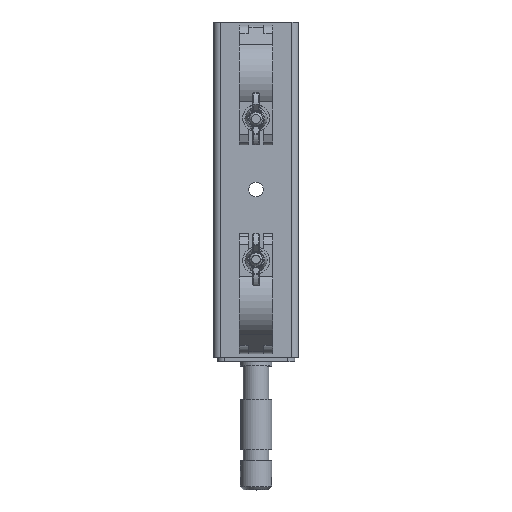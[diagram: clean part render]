
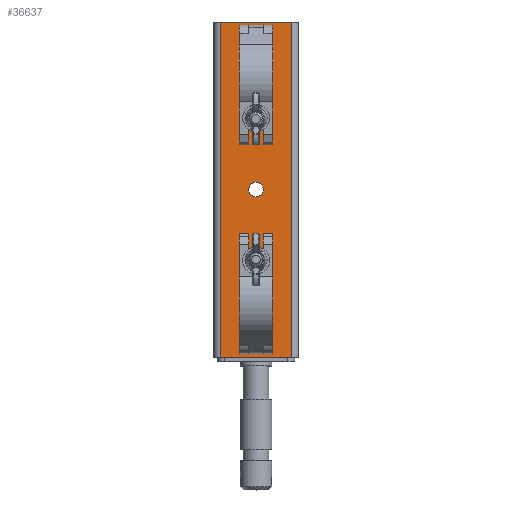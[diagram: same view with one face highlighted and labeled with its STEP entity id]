
A CAD part, top view. The second image highlights one B-rep face of the part: STEP entity #36637.
In plain terms, the highlighted face is planar.
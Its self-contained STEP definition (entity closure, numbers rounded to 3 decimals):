
#614 = VERTEX_POINT ( 'NONE', #22638 ) ;
#706 = VECTOR ( 'NONE', #27779, 1000. ) ;
#823 = CIRCLE ( 'NONE', #30385, 6.5 ) ;
#1010 = CARTESIAN_POINT ( 'NONE',  ( 0., 3., -6.5 ) ) ;
#1816 = CIRCLE ( 'NONE', #12301, 6.5 ) ;
#2090 = VECTOR ( 'NONE', #56319, 1000. ) ;
#2991 = DIRECTION ( 'NONE',  ( 0., 1., 0. ) ) ;
#3020 = DIRECTION ( 'NONE',  ( -1., 0., 0. ) ) ;
#4530 = CARTESIAN_POINT ( 'NONE',  ( 35., 3., 150. ) ) ;
#4620 = DIRECTION ( 'NONE',  ( 0., 0., -1. ) ) ;
#4702 = VECTOR ( 'NONE', #27903, 1000. ) ;
#4832 = CARTESIAN_POINT ( 'NONE',  ( -6.5, 3., -126. ) ) ;
#5225 = CIRCLE ( 'NONE', #48383, 6.5 ) ;
#5256 = AXIS2_PLACEMENT_3D ( 'NONE', #55461, #27998, #32605 ) ;
#5278 = CARTESIAN_POINT ( 'NONE',  ( 0., 3., -132.5 ) ) ;
#6021 = ORIENTED_EDGE ( 'NONE', *, *, #55860, .F. ) ;
#6152 = CARTESIAN_POINT ( 'NONE',  ( 32., 3., -150. ) ) ;
#6542 = CIRCLE ( 'NONE', #25380, 6.5 ) ;
#7488 = VECTOR ( 'NONE', #43775, 1000. ) ;
#8760 = ORIENTED_EDGE ( 'NONE', *, *, #35591, .F. ) ;
#8826 = CIRCLE ( 'NONE', #57245, 6.5 ) ;
#8950 = EDGE_LOOP ( 'NONE', ( #25504, #48404 ) ) ;
#9299 = VERTEX_POINT ( 'NONE', #5278 ) ;
#9313 = DIRECTION ( 'NONE',  ( 0., 0., -1. ) ) ;
#9453 = EDGE_LOOP ( 'NONE', ( #34111, #42297, #43207, #11622 ) ) ;
#9597 = DIRECTION ( 'NONE',  ( 0., 1., 0. ) ) ;
#9645 = LINE ( 'NONE', #11162, #7488 ) ;
#9792 = EDGE_LOOP ( 'NONE', ( #57428, #42008, #30885, #8760, #36586 ) ) ;
#10480 = CARTESIAN_POINT ( 'NONE',  ( -6.5, 3., 126. ) ) ;
#10546 = ORIENTED_EDGE ( 'NONE', *, *, #22664, .F. ) ;
#11162 = CARTESIAN_POINT ( 'NONE',  ( -6.5, 3., 74. ) ) ;
#11403 = CARTESIAN_POINT ( 'NONE',  ( 0., 3., 74. ) ) ;
#11437 = EDGE_CURVE ( 'NONE', #25035, #40241, #5225, .T. ) ;
#11516 = CARTESIAN_POINT ( 'NONE',  ( 0., 3., -126. ) ) ;
#11622 = ORIENTED_EDGE ( 'NONE', *, *, #33342, .T. ) ;
#12301 = AXIS2_PLACEMENT_3D ( 'NONE', #42251, #23217, #55667 ) ;
#12337 = PLANE ( 'NONE',  #41457 ) ;
#12584 = ORIENTED_EDGE ( 'NONE', *, *, #53208, .F. ) ;
#12634 = CARTESIAN_POINT ( 'NONE',  ( -32., 3., 150. ) ) ;
#13143 = DIRECTION ( 'NONE',  ( 0., -1., 0. ) ) ;
#13212 = VERTEX_POINT ( 'NONE', #55254 ) ;
#13415 = VECTOR ( 'NONE', #4620, 1000. ) ;
#14203 = DIRECTION ( 'NONE',  ( 0., 0., 1. ) ) ;
#15693 = VERTEX_POINT ( 'NONE', #6152 ) ;
#18139 = DIRECTION ( 'NONE',  ( 0., 1., 0. ) ) ;
#18477 = ORIENTED_EDGE ( 'NONE', *, *, #30017, .F. ) ;
#19470 = VERTEX_POINT ( 'NONE', #30602 ) ;
#19500 = EDGE_CURVE ( 'NONE', #26427, #23985, #49990, .T. ) ;
#20373 = AXIS2_PLACEMENT_3D ( 'NONE', #37721, #37310, #32689 ) ;
#21397 = DIRECTION ( 'NONE',  ( 0., 0., 1. ) ) ;
#21663 = EDGE_CURVE ( 'NONE', #51266, #24015, #1816, .T. ) ;
#21781 = FACE_BOUND ( 'NONE', #9792, .T. ) ;
#21989 = EDGE_CURVE ( 'NONE', #40241, #25035, #39696, .T. ) ;
#22638 = CARTESIAN_POINT ( 'NONE',  ( 6.5, 3., -126. ) ) ;
#22664 = EDGE_CURVE ( 'NONE', #48788, #50394, #56876, .T. ) ;
#22706 = DIRECTION ( 'NONE',  ( 0., 0., 1. ) ) ;
#23165 = CARTESIAN_POINT ( 'NONE',  ( 32., 3., 150. ) ) ;
#23217 = DIRECTION ( 'NONE',  ( 0., 1., 0. ) ) ;
#23985 = VERTEX_POINT ( 'NONE', #56305 ) ;
#24015 = VERTEX_POINT ( 'NONE', #48839 ) ;
#24830 = CARTESIAN_POINT ( 'NONE',  ( 6.5, 3., 74. ) ) ;
#24921 = ORIENTED_EDGE ( 'NONE', *, *, #37569, .F. ) ;
#25035 = VERTEX_POINT ( 'NONE', #1010 ) ;
#25380 = AXIS2_PLACEMENT_3D ( 'NONE', #11403, #43615, #47786 ) ;
#25504 = ORIENTED_EDGE ( 'NONE', *, *, #11437, .F. ) ;
#26029 = FACE_OUTER_BOUND ( 'NONE', #9453, .T. ) ;
#26169 = EDGE_LOOP ( 'NONE', ( #24921, #6021, #10546, #18477, #12584 ) ) ;
#26427 = VERTEX_POINT ( 'NONE', #58185 ) ;
#27665 = CARTESIAN_POINT ( 'NONE',  ( 32., 3., 150. ) ) ;
#27779 = DIRECTION ( 'NONE',  ( 0., 0., 1. ) ) ;
#27903 = DIRECTION ( 'NONE',  ( 0., 0., -1. ) ) ;
#27998 = DIRECTION ( 'NONE',  ( 0., 1., 0. ) ) ;
#29842 = EDGE_CURVE ( 'NONE', #15693, #23985, #52267, .T. ) ;
#30017 = EDGE_CURVE ( 'NONE', #34919, #48788, #42207, .T. ) ;
#30385 = AXIS2_PLACEMENT_3D ( 'NONE', #50246, #9597, #14203 ) ;
#30602 = CARTESIAN_POINT ( 'NONE',  ( -6.5, 3., 74. ) ) ;
#30885 = ORIENTED_EDGE ( 'NONE', *, *, #21663, .F. ) ;
#32605 = DIRECTION ( 'NONE',  ( 0., 0., 1. ) ) ;
#32689 = DIRECTION ( 'NONE',  ( 0., 0., 1. ) ) ;
#33342 = EDGE_CURVE ( 'NONE', #52137, #15693, #46342, .T. ) ;
#33913 = FACE_BOUND ( 'NONE', #26169, .T. ) ;
#34111 = ORIENTED_EDGE ( 'NONE', *, *, #29842, .T. ) ;
#34232 = CARTESIAN_POINT ( 'NONE',  ( 35., 3., -150. ) ) ;
#34919 = VERTEX_POINT ( 'NONE', #58150 ) ;
#35168 = CARTESIAN_POINT ( 'NONE',  ( 6.5, 3., -74. ) ) ;
#35591 = EDGE_CURVE ( 'NONE', #19470, #51266, #9645, .T. ) ;
#36514 = CARTESIAN_POINT ( 'NONE',  ( 0., 3., -126. ) ) ;
#36586 = ORIENTED_EDGE ( 'NONE', *, *, #38684, .F. ) ;
#36637 = ADVANCED_FACE ( 'NONE', ( #33913, #26029, #58317, #21781 ), #12337, .F. ) ;
#37310 = DIRECTION ( 'NONE',  ( 0., 1., 0. ) ) ;
#37569 = EDGE_CURVE ( 'NONE', #614, #9299, #8826, .T. ) ;
#37721 = CARTESIAN_POINT ( 'NONE',  ( 0., 3., 0. ) ) ;
#38304 = EDGE_CURVE ( 'NONE', #49283, #13212, #6542, .T. ) ;
#38684 = EDGE_CURVE ( 'NONE', #13212, #19470, #823, .T. ) ;
#39696 = CIRCLE ( 'NONE', #20373, 6.5 ) ;
#39925 = VECTOR ( 'NONE', #44637, 1000. ) ;
#40241 = VERTEX_POINT ( 'NONE', #44418 ) ;
#40388 = CARTESIAN_POINT ( 'NONE',  ( 0., 3., 0. ) ) ;
#40794 = VECTOR ( 'NONE', #57089, 1000. ) ;
#40919 = CARTESIAN_POINT ( 'NONE',  ( -6.5, 3., -74. ) ) ;
#41457 = AXIS2_PLACEMENT_3D ( 'NONE', #4530, #13143, #9313 ) ;
#42008 = ORIENTED_EDGE ( 'NONE', *, *, #51185, .F. ) ;
#42207 = LINE ( 'NONE', #4832, #706 ) ;
#42251 = CARTESIAN_POINT ( 'NONE',  ( 0., 3., 126. ) ) ;
#42297 = ORIENTED_EDGE ( 'NONE', *, *, #19500, .F. ) ;
#43127 = LINE ( 'NONE', #48612, #45311 ) ;
#43207 = ORIENTED_EDGE ( 'NONE', *, *, #58465, .F. ) ;
#43335 = DIRECTION ( 'NONE',  ( 0., 0., 1. ) ) ;
#43615 = DIRECTION ( 'NONE',  ( 0., 1., 0. ) ) ;
#43735 = DIRECTION ( 'NONE',  ( 0., 1., 0. ) ) ;
#43775 = DIRECTION ( 'NONE',  ( 0., 0., 1. ) ) ;
#44075 = LINE ( 'NONE', #55364, #4702 ) ;
#44418 = CARTESIAN_POINT ( 'NONE',  ( 0., 3., 6.5 ) ) ;
#44637 = DIRECTION ( 'NONE',  ( 0., 0., -1. ) ) ;
#45311 = VECTOR ( 'NONE', #3020, 1000. ) ;
#45579 = CARTESIAN_POINT ( 'NONE',  ( 6.5, 3., 74. ) ) ;
#45722 = CIRCLE ( 'NONE', #48091, 6.5 ) ;
#46342 = LINE ( 'NONE', #23165, #13415 ) ;
#47786 = DIRECTION ( 'NONE',  ( 0., 0., 1. ) ) ;
#48091 = AXIS2_PLACEMENT_3D ( 'NONE', #36514, #18139, #22706 ) ;
#48383 = AXIS2_PLACEMENT_3D ( 'NONE', #40388, #2991, #21397 ) ;
#48404 = ORIENTED_EDGE ( 'NONE', *, *, #21989, .F. ) ;
#48612 = CARTESIAN_POINT ( 'NONE',  ( 35., 3., 150. ) ) ;
#48788 = VERTEX_POINT ( 'NONE', #40919 ) ;
#48839 = CARTESIAN_POINT ( 'NONE',  ( 6.5, 3., 126. ) ) ;
#49283 = VERTEX_POINT ( 'NONE', #45579 ) ;
#49990 = LINE ( 'NONE', #12634, #39925 ) ;
#50246 = CARTESIAN_POINT ( 'NONE',  ( 0., 3., 74. ) ) ;
#50394 = VERTEX_POINT ( 'NONE', #35168 ) ;
#51185 = EDGE_CURVE ( 'NONE', #24015, #49283, #52221, .T. ) ;
#51266 = VERTEX_POINT ( 'NONE', #10480 ) ;
#52137 = VERTEX_POINT ( 'NONE', #27665 ) ;
#52221 = LINE ( 'NONE', #24830, #2090 ) ;
#52267 = LINE ( 'NONE', #34232, #40794 ) ;
#53208 = EDGE_CURVE ( 'NONE', #9299, #34919, #45722, .T. ) ;
#55254 = CARTESIAN_POINT ( 'NONE',  ( 0., 3., 67.5 ) ) ;
#55364 = CARTESIAN_POINT ( 'NONE',  ( 6.5, 3., -126. ) ) ;
#55461 = CARTESIAN_POINT ( 'NONE',  ( 0., 3., -74. ) ) ;
#55667 = DIRECTION ( 'NONE',  ( 0., 0., 1. ) ) ;
#55860 = EDGE_CURVE ( 'NONE', #50394, #614, #44075, .T. ) ;
#56305 = CARTESIAN_POINT ( 'NONE',  ( -32., 3., -150. ) ) ;
#56319 = DIRECTION ( 'NONE',  ( 0., 0., -1. ) ) ;
#56876 = CIRCLE ( 'NONE', #5256, 6.5 ) ;
#57089 = DIRECTION ( 'NONE',  ( -1., 0., 0. ) ) ;
#57245 = AXIS2_PLACEMENT_3D ( 'NONE', #11516, #43735, #43335 ) ;
#57428 = ORIENTED_EDGE ( 'NONE', *, *, #38304, .F. ) ;
#58150 = CARTESIAN_POINT ( 'NONE',  ( -6.5, 3., -126. ) ) ;
#58185 = CARTESIAN_POINT ( 'NONE',  ( -32., 3., 150. ) ) ;
#58317 = FACE_BOUND ( 'NONE', #8950, .T. ) ;
#58465 = EDGE_CURVE ( 'NONE', #52137, #26427, #43127, .T. ) ;
